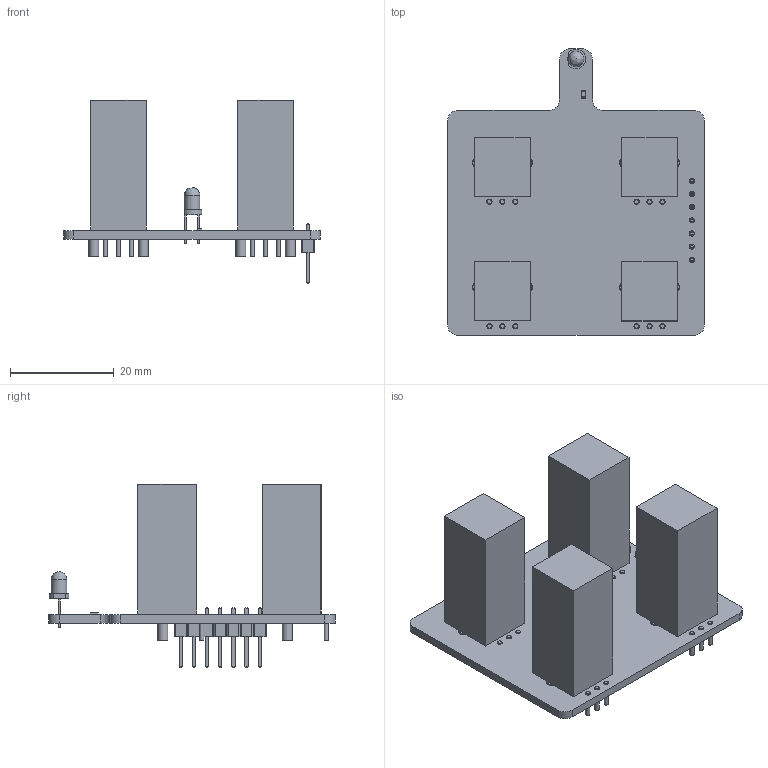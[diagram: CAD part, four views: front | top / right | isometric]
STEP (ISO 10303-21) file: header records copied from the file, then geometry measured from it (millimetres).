
FILE_DESCRIPTION(('KiCad electronic assembly'),'2;1');
FILE_NAME('IO Board.step','2022-11-12T11:22:39',('Pcbnew'),('Kicad'), 'Open CASCADE STEP processor 7.5','KiCad to STEP converter','Unknown' );
FILE_SCHEMA(('AUTOMOTIVE_DESIGN { 1 0 10303 214 1 1 1 1 }'));
Length unit declared in the file: millimetre
Products named in the file (10): IO Board 1; LED_D3.0mm; SOLID; RK09L1140A5P; COMPOUND; R_0603_1608Metric; PinHeader_1x07_P2.54mm_Vertical; IO Board PCB
Assembly tree (12 placements, depth 3):
  IO Board 1
    LED_D3.0mm
      SOLID
    RK09L1140A5P  x4
      COMPOUND
    R_0603_1608Metric
      SOLID
    PinHeader_1x07_P2.54mm_Vertical
      SOLID
    IO Board PCB
Bounding box: 49.52 x 55.26 x 35.34 mm (x, y, z)
Volume: 16548.3 mm3; surface area: 12977.1 mm2
Topology: 108 solids, 108 shells, 585 faces, 1004 edges, 646 vertices
Faces by surface type: bspline 538, cylinder 37, plane 10
Full cylindrical faces by diameter (mm): 0.9 x2, 1 x19, 2.11 x8
Entity records: 19752 total; most frequent: CARTESIAN_POINT 6988, B_SPLINE_CURVE_WITH_KNOTS 1673, ORIENTED_EDGE 1480, PCURVE 1480, DEFINITIONAL_REPRESENTATION 1480, EDGE_CURVE 740, SURFACE_CURVE 684, DIRECTION 599
